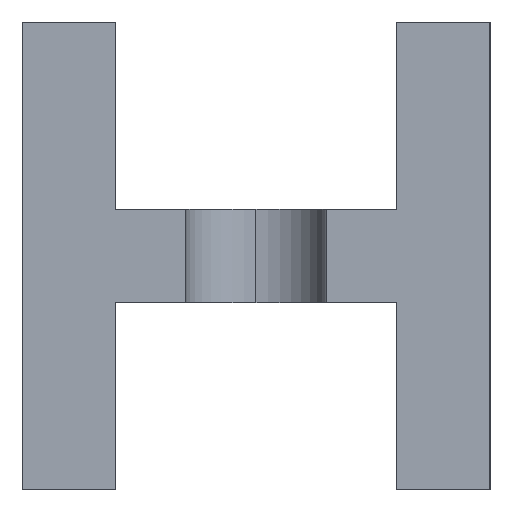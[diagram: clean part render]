
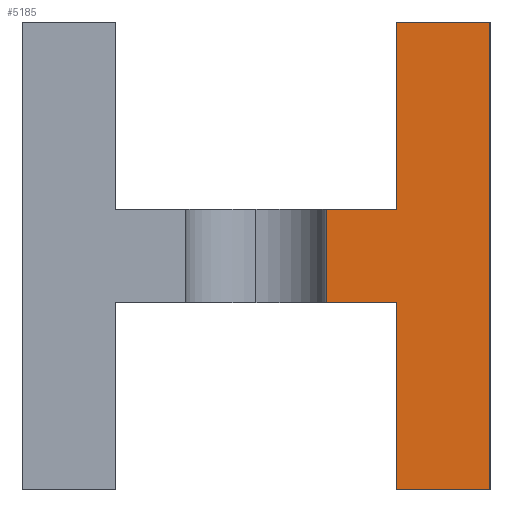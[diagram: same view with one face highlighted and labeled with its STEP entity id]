
A CAD part, left-side view. The second image highlights one B-rep face of the part: STEP entity #5185.
In plain terms, the highlighted planar face has unit normal (-1, 0, 0).
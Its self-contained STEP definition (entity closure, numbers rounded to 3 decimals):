
#138 = VERTEX_POINT ( 'NONE', #3468 ) ;
#205 = LINE ( 'NONE', #5648, #2838 ) ;
#287 = DIRECTION ( 'NONE',  ( 0., 0., 1. ) ) ;
#681 = VECTOR ( 'NONE', #6044, 1000. ) ;
#887 = DIRECTION ( 'NONE',  ( 0., -1., 0. ) ) ;
#1001 = DIRECTION ( 'NONE',  ( 0., 0., 1. ) ) ;
#1012 = DIRECTION ( 'NONE',  ( -1., 0., 0. ) ) ;
#1018 = CARTESIAN_POINT ( 'NONE',  ( 0., 0., 0. ) ) ;
#1026 = PLANE ( 'NONE',  #4198 ) ;
#1076 = ORIENTED_EDGE ( 'NONE', *, *, #2839, .F. ) ;
#1122 = ORIENTED_EDGE ( 'NONE', *, *, #2744, .F. ) ;
#1129 = ORIENTED_EDGE ( 'NONE', *, *, #2707, .F. ) ;
#1219 = CARTESIAN_POINT ( 'NONE',  ( 0., 0., 10. ) ) ;
#1225 = ORIENTED_EDGE ( 'NONE', *, *, #2620, .F. ) ;
#1231 = ORIENTED_EDGE ( 'NONE', *, *, #2609, .F. ) ;
#1292 = ORIENTED_EDGE ( 'NONE', *, *, #2535, .F. ) ;
#1329 = ORIENTED_EDGE ( 'NONE', *, *, #2474, .F. ) ;
#1358 = CARTESIAN_POINT ( 'NONE',  ( 0., 2., 4. ) ) ;
#1528 = VECTOR ( 'NONE', #887, 1000. ) ;
#2019 = LINE ( 'NONE', #1358, #3683 ) ;
#2297 = LINE ( 'NONE', #5666, #681 ) ;
#2363 = EDGE_CURVE ( 'NONE', #3643, #3637, #4817, .T. ) ;
#2474 = EDGE_CURVE ( 'NONE', #138, #3643, #3858, .T. ) ;
#2524 = CARTESIAN_POINT ( 'NONE',  ( 0., 3.5, 4. ) ) ;
#2535 = EDGE_CURVE ( 'NONE', #4076, #138, #2019, .T. ) ;
#2609 = EDGE_CURVE ( 'NONE', #4046, #4076, #205, .T. ) ;
#2620 = EDGE_CURVE ( 'NONE', #5938, #4046, #6804, .T. ) ;
#2707 = EDGE_CURVE ( 'NONE', #4607, #5938, #2297, .T. ) ;
#2744 = EDGE_CURVE ( 'NONE', #4855, #4607, #3601, .T. ) ;
#2838 = VECTOR ( 'NONE', #7008, 1000. ) ;
#2839 = EDGE_CURVE ( 'NONE', #3637, #4855, #3082, .T. ) ;
#2868 = EDGE_LOOP ( 'NONE', ( #4138, #1329, #1292, #1231, #1225, #1129, #1122, #1076 ) ) ;
#3082 = LINE ( 'NONE', #3905, #1528 ) ;
#3340 = CARTESIAN_POINT ( 'NONE',  ( 0., 2., 10. ) ) ;
#3468 = CARTESIAN_POINT ( 'NONE',  ( 0., 2., 4. ) ) ;
#3601 = LINE ( 'NONE', #3340, #6329 ) ;
#3637 = VERTEX_POINT ( 'NONE', #5088 ) ;
#3643 = VERTEX_POINT ( 'NONE', #5334 ) ;
#3683 = VECTOR ( 'NONE', #287, 1000. ) ;
#3707 = CARTESIAN_POINT ( 'NONE',  ( 0., 2., 6. ) ) ;
#3858 = LINE ( 'NONE', #6993, #5053 ) ;
#3905 = CARTESIAN_POINT ( 'NONE',  ( 0., 2., 6. ) ) ;
#4046 = VERTEX_POINT ( 'NONE', #5325 ) ;
#4076 = VERTEX_POINT ( 'NONE', #5499 ) ;
#4138 = ORIENTED_EDGE ( 'NONE', *, *, #2363, .F. ) ;
#4198 = AXIS2_PLACEMENT_3D ( 'NONE', #1018, #1012, #1001 ) ;
#4279 = DIRECTION ( 'NONE',  ( 0., 0., 1. ) ) ;
#4511 = CARTESIAN_POINT ( 'NONE',  ( 0., 0., 0. ) ) ;
#4607 = VERTEX_POINT ( 'NONE', #5202 ) ;
#4817 = LINE ( 'NONE', #2524, #6176 ) ;
#4855 = VERTEX_POINT ( 'NONE', #3707 ) ;
#5053 = VECTOR ( 'NONE', #5884, 1000. ) ;
#5088 = CARTESIAN_POINT ( 'NONE',  ( 0., 3.5, 6. ) ) ;
#5185 = ADVANCED_FACE ( 'NONE', ( #6996 ), #1026, .T. ) ;
#5202 = CARTESIAN_POINT ( 'NONE',  ( 0., 2., 10. ) ) ;
#5325 = CARTESIAN_POINT ( 'NONE',  ( 0., 0., 0. ) ) ;
#5334 = CARTESIAN_POINT ( 'NONE',  ( 0., 3.5, 4. ) ) ;
#5403 = DIRECTION ( 'NONE',  ( 0., 0., 1. ) ) ;
#5434 = VECTOR ( 'NONE', #7082, 1000. ) ;
#5499 = CARTESIAN_POINT ( 'NONE',  ( 0., 2., 0. ) ) ;
#5648 = CARTESIAN_POINT ( 'NONE',  ( 0., 2., 0. ) ) ;
#5666 = CARTESIAN_POINT ( 'NONE',  ( 0., 0., 10. ) ) ;
#5884 = DIRECTION ( 'NONE',  ( 0., 1., 0. ) ) ;
#5938 = VERTEX_POINT ( 'NONE', #1219 ) ;
#6044 = DIRECTION ( 'NONE',  ( 0., -1., 0. ) ) ;
#6176 = VECTOR ( 'NONE', #5403, 1000. ) ;
#6329 = VECTOR ( 'NONE', #4279, 1000. ) ;
#6804 = LINE ( 'NONE', #4511, #5434 ) ;
#6993 = CARTESIAN_POINT ( 'NONE',  ( 0., 8., 4. ) ) ;
#6996 = FACE_OUTER_BOUND ( 'NONE', #2868, .T. ) ;
#7008 = DIRECTION ( 'NONE',  ( 0., 1., 0. ) ) ;
#7082 = DIRECTION ( 'NONE',  ( 0., 0., -1. ) ) ;
